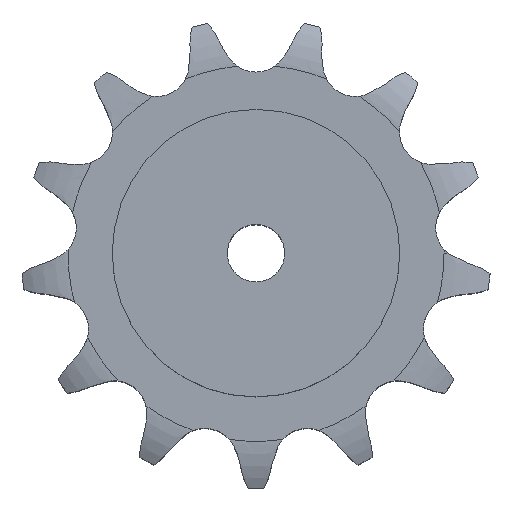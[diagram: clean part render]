
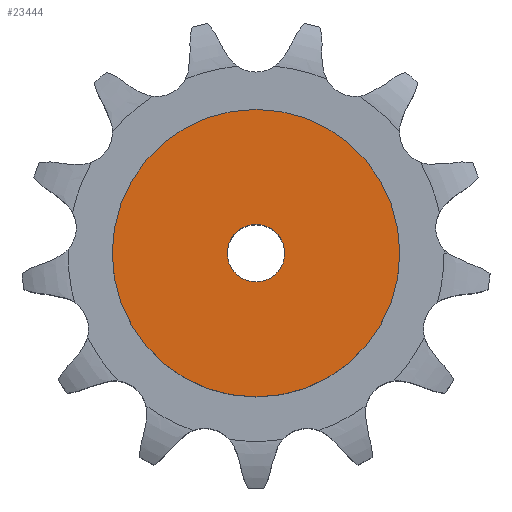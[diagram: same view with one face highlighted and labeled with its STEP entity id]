
A CAD part, top view. The second image highlights one B-rep face of the part: STEP entity #23444.
In plain terms, the highlighted planar face has unit normal (0, 0, 1).
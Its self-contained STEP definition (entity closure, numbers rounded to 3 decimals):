
#12674 = CYLINDRICAL_SURFACE('',#12675,12.5);
#12675 = AXIS2_PLACEMENT_3D('',#12676,#12677,#12678);
#12676 = CARTESIAN_POINT('',(0.,0.,347.348));
#12677 = DIRECTION('',(0.,0.,1.));
#12678 = DIRECTION('',(1.,0.,0.));
#15987 = EDGE_CURVE('',#15988,#15988,#15990,.T.);
#15988 = VERTEX_POINT('',#15989);
#15989 = CARTESIAN_POINT('',(12.5,0.,120.));
#15990 = SURFACE_CURVE('',#15991,(#15996,#16003),.PCURVE_S1.);
#15991 = CIRCLE('',#15992,12.5);
#15992 = AXIS2_PLACEMENT_3D('',#15993,#15994,#15995);
#15993 = CARTESIAN_POINT('',(0.,0.,120.));
#15994 = DIRECTION('',(0.,0.,1.));
#15995 = DIRECTION('',(1.,0.,0.));
#15996 = PCURVE('',#12674,#15997);
#15997 = DEFINITIONAL_REPRESENTATION('',(#15998),#16002);
#15998 = LINE('',#15999,#16000);
#15999 = CARTESIAN_POINT('',(0.,-227.348));
#16000 = VECTOR('',#16001,1.);
#16001 = DIRECTION('',(1.,0.));
#16002 = ( GEOMETRIC_REPRESENTATION_CONTEXT(2) 
PARAMETRIC_REPRESENTATION_CONTEXT() REPRESENTATION_CONTEXT('2D SPACE',''
  ) );
#16003 = PCURVE('',#16004,#16009);
#16004 = PLANE('',#16005);
#16005 = AXIS2_PLACEMENT_3D('',#16006,#16007,#16008);
#16006 = CARTESIAN_POINT('',(0.,0.,120.
    ));
#16007 = DIRECTION('',(0.,0.,1.));
#16008 = DIRECTION('',(1.,0.,0.));
#16009 = DEFINITIONAL_REPRESENTATION('',(#16010),#16014);
#16010 = CIRCLE('',#16011,12.5);
#16011 = AXIS2_PLACEMENT_2D('',#16012,#16013);
#16012 = CARTESIAN_POINT('',(0.,0.));
#16013 = DIRECTION('',(1.,0.));
#16014 = ( GEOMETRIC_REPRESENTATION_CONTEXT(2) 
PARAMETRIC_REPRESENTATION_CONTEXT() REPRESENTATION_CONTEXT('2D SPACE',''
  ) );
#23444 = ADVANCED_FACE('',(#23445,#23476),#16004,.T.);
#23445 = FACE_BOUND('',#23446,.T.);
#23446 = EDGE_LOOP('',(#23447));
#23447 = ORIENTED_EDGE('',*,*,#23448,.T.);
#23448 = EDGE_CURVE('',#23449,#23449,#23451,.T.);
#23449 = VERTEX_POINT('',#23450);
#23450 = CARTESIAN_POINT('',(62.5,0.,120.));
#23451 = SURFACE_CURVE('',#23452,(#23457,#23464),.PCURVE_S1.);
#23452 = CIRCLE('',#23453,62.5);
#23453 = AXIS2_PLACEMENT_3D('',#23454,#23455,#23456);
#23454 = CARTESIAN_POINT('',(0.,0.,120.));
#23455 = DIRECTION('',(0.,0.,1.));
#23456 = DIRECTION('',(1.,0.,0.));
#23457 = PCURVE('',#16004,#23458);
#23458 = DEFINITIONAL_REPRESENTATION('',(#23459),#23463);
#23459 = CIRCLE('',#23460,62.5);
#23460 = AXIS2_PLACEMENT_2D('',#23461,#23462);
#23461 = CARTESIAN_POINT('',(0.,0.));
#23462 = DIRECTION('',(1.,0.));
#23463 = ( GEOMETRIC_REPRESENTATION_CONTEXT(2) 
PARAMETRIC_REPRESENTATION_CONTEXT() REPRESENTATION_CONTEXT('2D SPACE',''
  ) );
#23464 = PCURVE('',#23465,#23470);
#23465 = CYLINDRICAL_SURFACE('',#23466,62.5);
#23466 = AXIS2_PLACEMENT_3D('',#23467,#23468,#23469);
#23467 = CARTESIAN_POINT('',(0.,0.,0.));
#23468 = DIRECTION('',(-0.,-0.,-1.));
#23469 = DIRECTION('',(1.,0.,0.));
#23470 = DEFINITIONAL_REPRESENTATION('',(#23471),#23475);
#23471 = LINE('',#23472,#23473);
#23472 = CARTESIAN_POINT('',(-0.,-120.));
#23473 = VECTOR('',#23474,1.);
#23474 = DIRECTION('',(-1.,0.));
#23475 = ( GEOMETRIC_REPRESENTATION_CONTEXT(2) 
PARAMETRIC_REPRESENTATION_CONTEXT() REPRESENTATION_CONTEXT('2D SPACE',''
  ) );
#23476 = FACE_BOUND('',#23477,.T.);
#23477 = EDGE_LOOP('',(#23478));
#23478 = ORIENTED_EDGE('',*,*,#15987,.F.);
